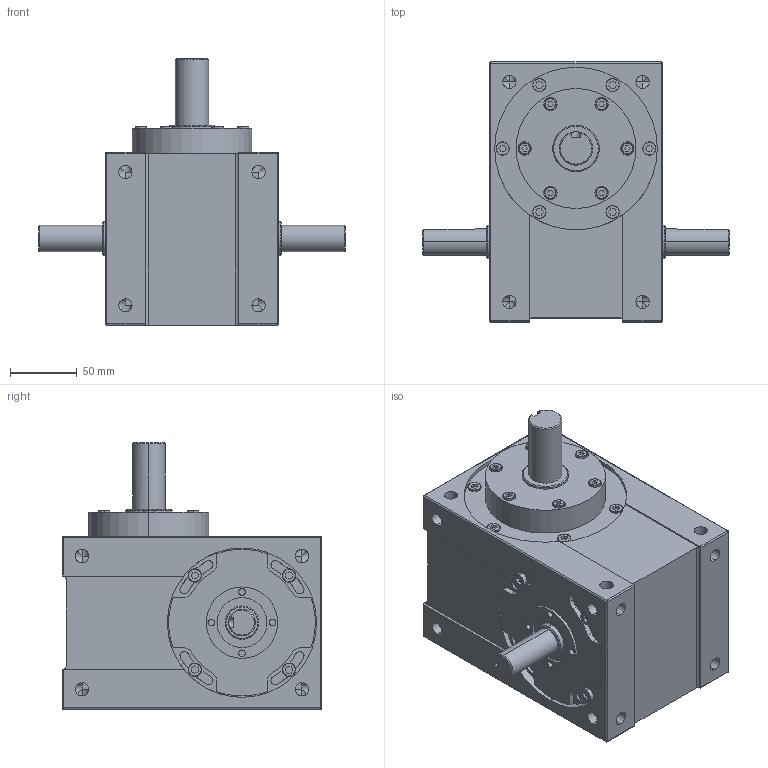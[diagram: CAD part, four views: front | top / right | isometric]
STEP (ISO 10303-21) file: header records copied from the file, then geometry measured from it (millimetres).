
FILE_DESCRIPTION (( 'STEP AP214' ), '1' );
FILE_NAME ('70DS.STEP', '2024-08-06T07:54:15', ( '' ), ( '' ), 'SwSTEP 2.0', 'SolidWorks 2021', '' );
FILE_SCHEMA (( 'AUTOMOTIVE_DESIGN' ));
Length unit declared in the file: millimetre
Products named in the file (1): 70DS
Bounding box: 230 x 195 x 200 mm (x, y, z)
Volume: 3291840.7 mm3; surface area: 175472.2 mm2
Topology: 1 solids, 1 shells, 592 faces, 1483 edges, 928 vertices
Faces by surface type: plane 272, cylinder 257, torus 40, cone 15, sphere 8
Entity records: 18031 total; most frequent: DIRECTION 3267, CARTESIAN_POINT 3227, ORIENTED_EDGE 2950, EDGE_CURVE 1475, AXIS2_PLACEMENT_3D 1248, VERTEX_POINT 928, LINE 771, VECTOR 771
